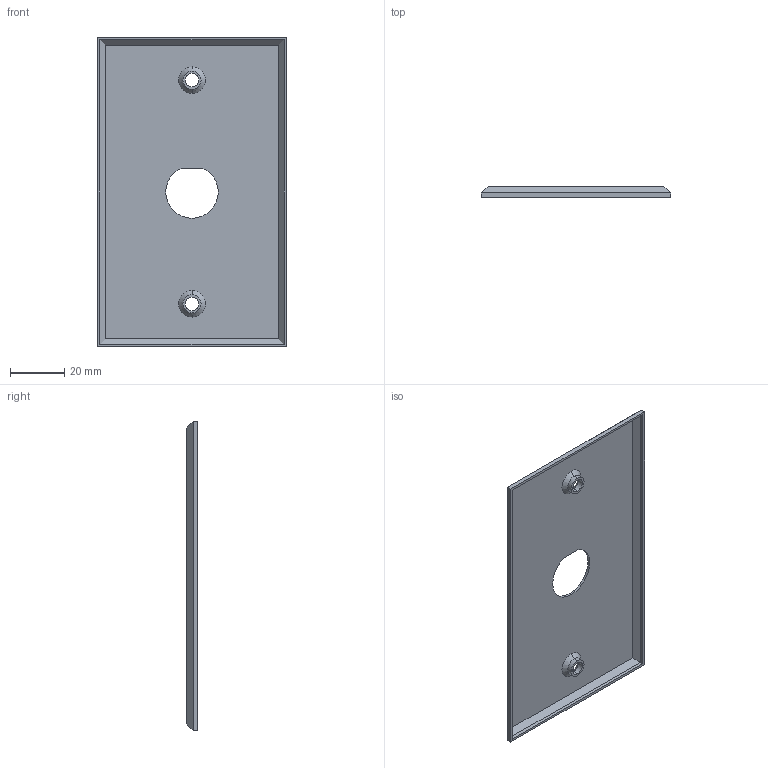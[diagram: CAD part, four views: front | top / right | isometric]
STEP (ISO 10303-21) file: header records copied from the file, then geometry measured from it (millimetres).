
FILE_DESCRIPTION (( 'STEP AP203' ), '1' );
FILE_NAME ('WPC10.STEP', '2006-06-30T19:09:20', ( ' ' ), ( ' ' ), 'SwSTEP 2.0', 'SolidWorks 2005354', '' );
FILE_SCHEMA (( 'CONFIG_CONTROL_DESIGN' ));
Length unit declared in the file: inch
Products named in the file (1): WPC10
Bounding box: 69.85 x 4.19 x 114.3 mm (x, y, z)
Volume: 7518.8 mm3; surface area: 17324.5 mm2
Topology: 1 solids, 1 shells, 39 faces, 86 edges, 52 vertices
Faces by surface type: plane 22, cylinder 9, cone 8
Entity records: 1149 total; most frequent: DIRECTION 192, CARTESIAN_POINT 178, ORIENTED_EDGE 172, EDGE_CURVE 86, AXIS2_PLACEMENT_3D 66, VECTOR 60, LINE 60, VERTEX_POINT 52
